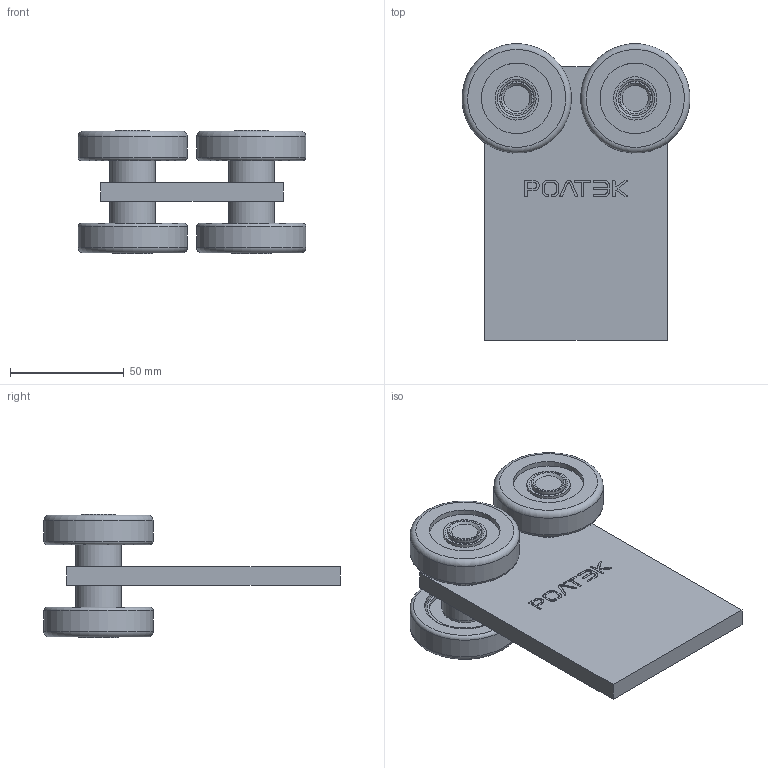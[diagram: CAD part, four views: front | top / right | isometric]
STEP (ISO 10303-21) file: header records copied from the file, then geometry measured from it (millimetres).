
FILE_DESCRIPTION(('STEP AP203'), '1');
FILE_NAME('212.RC59 Òåëåæêà RC59 óíèâåðñàëüíàÿ', '', ('UNSPECIFIED'), ('UNSPECIFIED'), 'ASCON STEP Converter 1.3', 'ASCON Math Kernel', '');
FILE_SCHEMA(('CONFIG_CONTROL_DESIGN'));
Length unit declared in the file: millimetre
Products named in the file (1): 212.RC59
Bounding box: 100 x 130 x 54 mm (x, y, z)
Volume: 172025.3 mm3; surface area: 47792.4 mm2
Topology: 1 solids, 1 shells, 211 faces, 494 edges, 326 vertices
Faces by surface type: plane 104, cylinder 89, torus 14, cone 4
Full cylindrical faces by diameter (mm): 15 x2, 17.5 x2, 19 x8, 20 x4, 31 x8, 35 x4, 48 x4
Entity records: 7574 total; most frequent: DIRECTION 1072, CARTESIAN_POINT 982, ORIENTED_EDGE 888, EDGE_CURVE 444, AXIS2_PLACEMENT_3D 416, VERTEX_POINT 326, EDGE_LOOP 302, LINE 240
